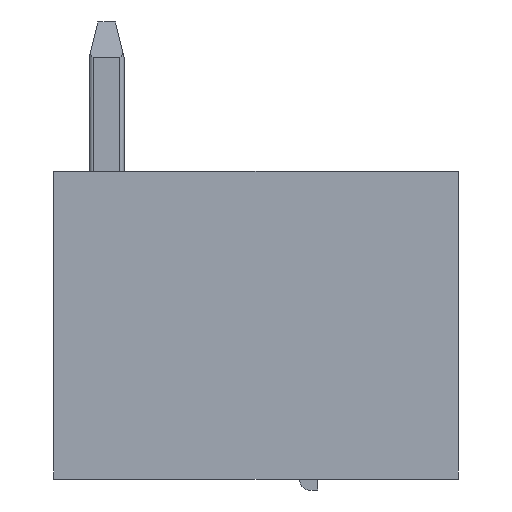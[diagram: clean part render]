
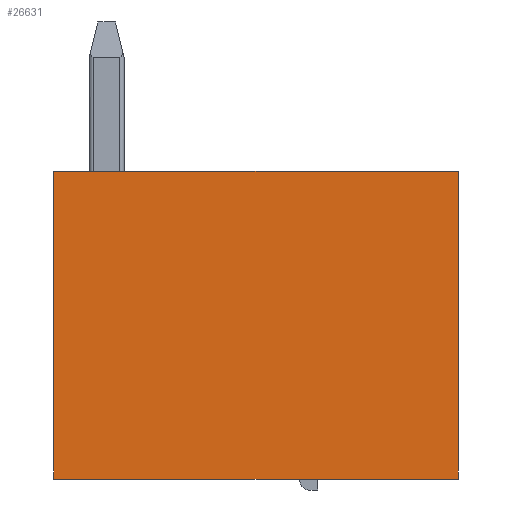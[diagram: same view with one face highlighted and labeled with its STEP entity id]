
A CAD part, front view. The second image highlights one B-rep face of the part: STEP entity #26631.
In plain terms, the highlighted planar face has unit normal (0, -1, 0).
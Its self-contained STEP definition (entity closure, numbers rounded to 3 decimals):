
#74=DIRECTION('',(0.,0.,1.));
#75=VECTOR('',#74,7.);
#76=CARTESIAN_POINT('',(0.,-4.51,-7.));
#77=LINE('',#76,#75);
#1043=DIRECTION('',(0.,0.,1.));
#1044=VECTOR('',#1043,7.);
#1045=CARTESIAN_POINT('',(9.2,-4.51,-7.));
#1046=LINE('',#1045,#1044);
#8368=DIRECTION('',(-1.,0.,0.));
#8369=VECTOR('',#8368,9.2);
#8370=CARTESIAN_POINT('',(9.2,-4.51,0.));
#8371=LINE('',#8370,#8369);
#9045=DIRECTION('',(-1.,0.,0.));
#9046=VECTOR('',#9045,9.2);
#9047=CARTESIAN_POINT('',(9.2,-4.51,-7.));
#9048=LINE('',#9047,#9046);
#11996=CARTESIAN_POINT('',(9.2,-4.51,-7.));
#11997=CARTESIAN_POINT('',(9.2,-4.51,0.));
#11998=VERTEX_POINT('',#11996);
#11999=VERTEX_POINT('',#11997);
#12004=CARTESIAN_POINT('',(0.,-4.51,-7.));
#12005=CARTESIAN_POINT('',(0.,-4.51,0.));
#12006=VERTEX_POINT('',#12004);
#12007=VERTEX_POINT('',#12005);
#26620=CARTESIAN_POINT('',(9.2,-4.51,-7.));
#26621=DIRECTION('',(0.,1.,0.));
#26622=DIRECTION('',(0.,0.,1.));
#26623=AXIS2_PLACEMENT_3D('',#26620,#26621,#26622);
#26624=PLANE('',#26623);
#26625=ORIENTED_EDGE('',*,*,#14468,.F.);
#26626=ORIENTED_EDGE('',*,*,#14296,.T.);
#26627=ORIENTED_EDGE('',*,*,#14333,.T.);
#26628=ORIENTED_EDGE('',*,*,#26256,.F.);
#26629=EDGE_LOOP('',(#26625,#26626,#26627,#26628));
#26630=FACE_OUTER_BOUND('',#26629,.F.);
#26631=ADVANCED_FACE('',(#26630),#26624,.F.);
#14296=EDGE_CURVE('',#11998,#12006,#9048,.T.);
#14333=EDGE_CURVE('',#12006,#12007,#77,.T.);
#14468=EDGE_CURVE('',#11998,#11999,#1046,.T.);
#26256=EDGE_CURVE('',#11999,#12007,#8371,.T.);
